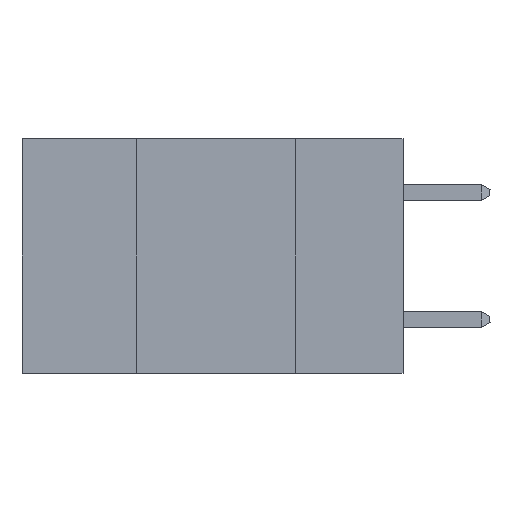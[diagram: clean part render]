
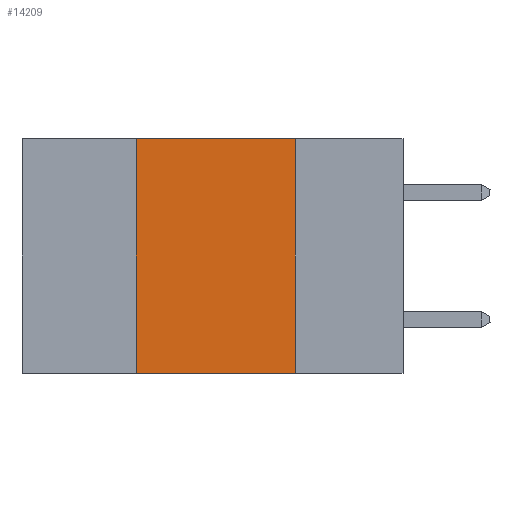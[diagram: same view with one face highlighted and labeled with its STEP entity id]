
A CAD part, left-side view. The second image highlights one B-rep face of the part: STEP entity #14209.
In plain terms, the highlighted planar face has unit normal (-1, 0, 0).
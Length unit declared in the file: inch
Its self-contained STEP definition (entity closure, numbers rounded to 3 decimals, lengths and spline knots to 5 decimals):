
#47 = EDGE_LOOP ( 'NONE', ( #12180, #39940, #6101, #5966 ) ) ;
#2691 = CARTESIAN_POINT ( 'NONE',  ( 0., 0.6, 0. ) ) ;
#4041 = EDGE_CURVE ( 'NONE', #5127, #8398, #20048, .T. ) ;
#4738 = FACE_OUTER_BOUND ( 'NONE', #47, .T. ) ;
#4751 = CARTESIAN_POINT ( 'NONE',  ( 0., 0.42, -0.37 ) ) ;
#5127 = VERTEX_POINT ( 'NONE', #4751 ) ;
#5966 = ORIENTED_EDGE ( 'NONE', *, *, #32099, .T. ) ;
#6101 = ORIENTED_EDGE ( 'NONE', *, *, #4041, .F. ) ;
#6542 = CARTESIAN_POINT ( 'NONE',  ( 0., 0.17, 0. ) ) ;
#8398 = VERTEX_POINT ( 'NONE', #25347 ) ;
#9131 = CARTESIAN_POINT ( 'NONE',  ( 0., 0.6, 0. ) ) ;
#9610 = EDGE_CURVE ( 'NONE', #8398, #13849, #15163, .T. ) ;
#11989 = DIRECTION ( 'NONE',  ( 0., 0., -1. ) ) ;
#12180 = ORIENTED_EDGE ( 'NONE', *, *, #43569, .F. ) ;
#12217 = CARTESIAN_POINT ( 'NONE',  ( 0., 0.17, -0.37 ) ) ;
#13849 = VERTEX_POINT ( 'NONE', #6542 ) ;
#14209 = ADVANCED_FACE ( 'NONE', ( #4738 ), #45711, .F. ) ;
#15163 = LINE ( 'NONE', #9131, #33132 ) ;
#16888 = DIRECTION ( 'NONE',  ( 1., 0., 0. ) ) ;
#20048 = LINE ( 'NONE', #41655, #21697 ) ;
#20237 = DIRECTION ( 'NONE',  ( 0., 0., -1. ) ) ;
#20424 = LINE ( 'NONE', #37308, #28846 ) ;
#21697 = VECTOR ( 'NONE', #38192, 39.37008 ) ;
#25347 = CARTESIAN_POINT ( 'NONE',  ( 0., 0.42, 0. ) ) ;
#28322 = VECTOR ( 'NONE', #41801, 39.37008 ) ;
#28846 = VECTOR ( 'NONE', #11989, 39.37008 ) ;
#30523 = DIRECTION ( 'NONE',  ( 0., -1., 0. ) ) ;
#32099 = EDGE_CURVE ( 'NONE', #5127, #44989, #35075, .T. ) ;
#33132 = VECTOR ( 'NONE', #30523, 39.37008 ) ;
#34264 = AXIS2_PLACEMENT_3D ( 'NONE', #2691, #16888, #20237 ) ;
#35075 = LINE ( 'NONE', #38186, #28322 ) ;
#37308 = CARTESIAN_POINT ( 'NONE',  ( 0., 0.17, 0. ) ) ;
#38186 = CARTESIAN_POINT ( 'NONE',  ( 0., 0.6, -0.37 ) ) ;
#38192 = DIRECTION ( 'NONE',  ( 0., 0., 1. ) ) ;
#39940 = ORIENTED_EDGE ( 'NONE', *, *, #9610, .F. ) ;
#41655 = CARTESIAN_POINT ( 'NONE',  ( 0., 0.42, 0. ) ) ;
#41801 = DIRECTION ( 'NONE',  ( 0., -1., 0. ) ) ;
#43569 = EDGE_CURVE ( 'NONE', #13849, #44989, #20424, .T. ) ;
#44989 = VERTEX_POINT ( 'NONE', #12217 ) ;
#45711 = PLANE ( 'NONE',  #34264 ) ;
